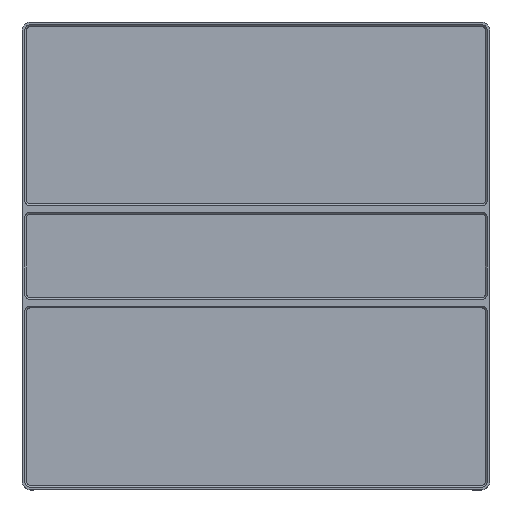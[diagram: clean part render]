
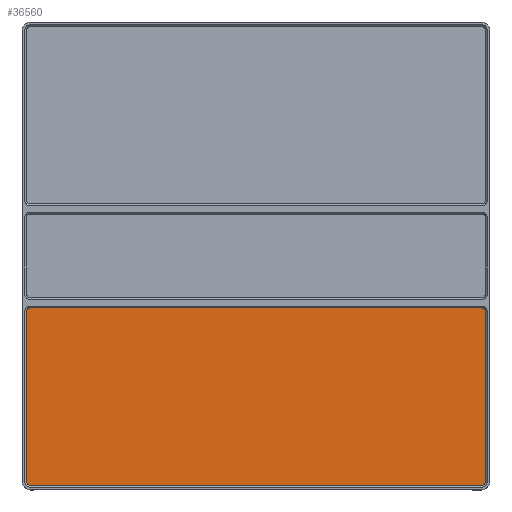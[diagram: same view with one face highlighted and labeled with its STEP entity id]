
A CAD part, top view. The second image highlights one B-rep face of the part: STEP entity #36560.
In plain terms, the highlighted planar face has unit normal (0, 0, 1).
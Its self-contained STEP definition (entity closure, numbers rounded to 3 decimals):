
#35810=CARTESIAN_POINT('',(273.,147.,7.));
#35820=DIRECTION('',(0.,0.,1.));
#35830=DIRECTION('',(-1.,0.,0.));
#35840=AXIS2_PLACEMENT_3D('',#35810,#35820,#35830);
#35850=PLANE('',#35840);
#35860=CARTESIAN_POINT('',(290.15,87.85,7.));
#35870=DIRECTION('',(0.,0.,-1.));
#35880=DIRECTION('',(1.,0.,0.));
#35890=AXIS2_PLACEMENT_3D('',#35860,#35870,#35880);
#35900=CIRCLE('',#35890,1.6);
#35910=CARTESIAN_POINT('',(291.75,87.85,7.));
#35920=VERTEX_POINT('',#35910);
#35930=CARTESIAN_POINT('',(290.15,86.25,7.));
#35940=VERTEX_POINT('',#35930);
#35950=EDGE_CURVE('',#35920,#35940,#35900,.T.);
#35960=ORIENTED_EDGE('',*,*,#35950,.F.);
#35970=CARTESIAN_POINT('',(121.,86.25,7.));
#35980=DIRECTION('',(-1.,0.,0.));
#35990=VECTOR('',#35980,1.);
#36000=LINE('',#35970,#35990);
#36010=CARTESIAN_POINT('',(87.85,86.25,7.));
#36020=VERTEX_POINT('',#36010);
#36030=EDGE_CURVE('',#35940,#36020,#36000,.T.);
#36040=ORIENTED_EDGE('',*,*,#36030,.F.);
#36050=CARTESIAN_POINT('',(87.85,87.85,7.));
#36060=DIRECTION('',(0.,0.,-1.));
#36070=DIRECTION('',(1.,0.,0.));
#36080=AXIS2_PLACEMENT_3D('',#36050,#36060,#36070);
#36090=CIRCLE('',#36080,1.6);
#36100=CARTESIAN_POINT('',(86.25,87.85,7.));
#36110=VERTEX_POINT('',#36100);
#36120=EDGE_CURVE('',#36020,#36110,#36090,.T.);
#36130=ORIENTED_EDGE('',*,*,#36120,.F.);
#36140=CARTESIAN_POINT('',(86.25,131.,7.));
#36150=DIRECTION('',(0.,1.,0.));
#36160=VECTOR('',#36150,1.);
#36170=LINE('',#36140,#36160);
#36180=CARTESIAN_POINT('',(86.25,164.15,7.));
#36190=VERTEX_POINT('',#36180);
#36200=EDGE_CURVE('',#36110,#36190,#36170,.T.);
#36210=ORIENTED_EDGE('',*,*,#36200,.F.);
#36220=CARTESIAN_POINT('',(87.85,164.15,7.));
#36230=DIRECTION('',(0.,0.,-1.));
#36240=DIRECTION('',(1.,0.,0.));
#36250=AXIS2_PLACEMENT_3D('',#36220,#36230,#36240);
#36260=CIRCLE('',#36250,1.6);
#36270=CARTESIAN_POINT('',(87.85,165.75,7.));
#36280=VERTEX_POINT('',#36270);
#36290=EDGE_CURVE('',#36190,#36280,#36260,.T.);
#36300=ORIENTED_EDGE('',*,*,#36290,.F.);
#36310=CARTESIAN_POINT('',(257.,165.75,7.));
#36320=DIRECTION('',(1.,0.,0.));
#36330=VECTOR('',#36320,1.);
#36340=LINE('',#36310,#36330);
#36350=CARTESIAN_POINT('',(290.15,165.75,7.));
#36360=VERTEX_POINT('',#36350);
#36370=EDGE_CURVE('',#36280,#36360,#36340,.T.);
#36380=ORIENTED_EDGE('',*,*,#36370,.F.);
#36390=CARTESIAN_POINT('',(290.15,164.15,7.));
#36400=DIRECTION('',(0.,0.,-1.));
#36410=DIRECTION('',(1.,0.,0.));
#36420=AXIS2_PLACEMENT_3D('',#36390,#36400,#36410);
#36430=CIRCLE('',#36420,1.6);
#36440=CARTESIAN_POINT('',(291.75,164.15,7.));
#36450=VERTEX_POINT('',#36440);
#36460=EDGE_CURVE('',#36360,#36450,#36430,.T.);
#36470=ORIENTED_EDGE('',*,*,#36460,.F.);
#36480=CARTESIAN_POINT('',(291.75,121.,7.));
#36490=DIRECTION('',(0.,-1.,0.));
#36500=VECTOR('',#36490,1.);
#36510=LINE('',#36480,#36500);
#36520=EDGE_CURVE('',#36450,#35920,#36510,.T.);
#36530=ORIENTED_EDGE('',*,*,#36520,.F.);
#36540=EDGE_LOOP('',(#36530,#36470,#36380,#36300,#36210,#36130,#36040,
#35960));
#36550=FACE_OUTER_BOUND('',#36540,.T.);
#36560=ADVANCED_FACE('',(#36550),#35850,.T.);
